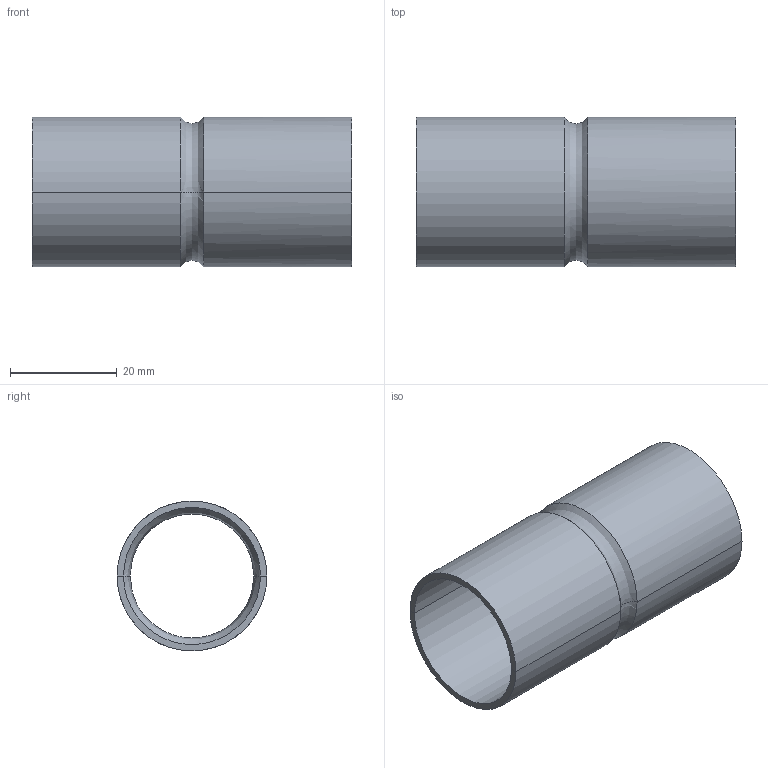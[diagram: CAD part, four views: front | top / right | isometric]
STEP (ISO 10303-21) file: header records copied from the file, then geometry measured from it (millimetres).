
FILE_DESCRIPTION(/* description */ (''),/* implementation_level */ '2;1');
FILE_NAME(/* name */ '2046584',/* time_stamp */ '2014-04-09T11:46:22+02:00',/* author */ (''),/* organization */ (''),/* preprocessor_version */ 'ST-DEVELOPER v15',/* originating_system */ '',/* authorisation */ '');
FILE_SCHEMA (('AUTOMOTIVE_DESIGN'));
Length unit declared in the file: millimetre
Products named in the file (1): Document
Bounding box: 60 x 28.1 x 28.1 mm (x, y, z)
Volume: 6174.6 mm3; surface area: 10437.9 mm2
Topology: 1 solids, 1 shells, 16 faces, 32 edges, 16 vertices
Faces by surface type: bspline 16
Entity records: 547 total; most frequent: CARTESIAN_POINT 362, ORIENTED_EDGE 64, EDGE_CURVE 32, ADVANCED_FACE 16, FACE_OUTER_BOUND 16, EDGE_LOOP 16, VERTEX_POINT 16, DIRECTION 4
